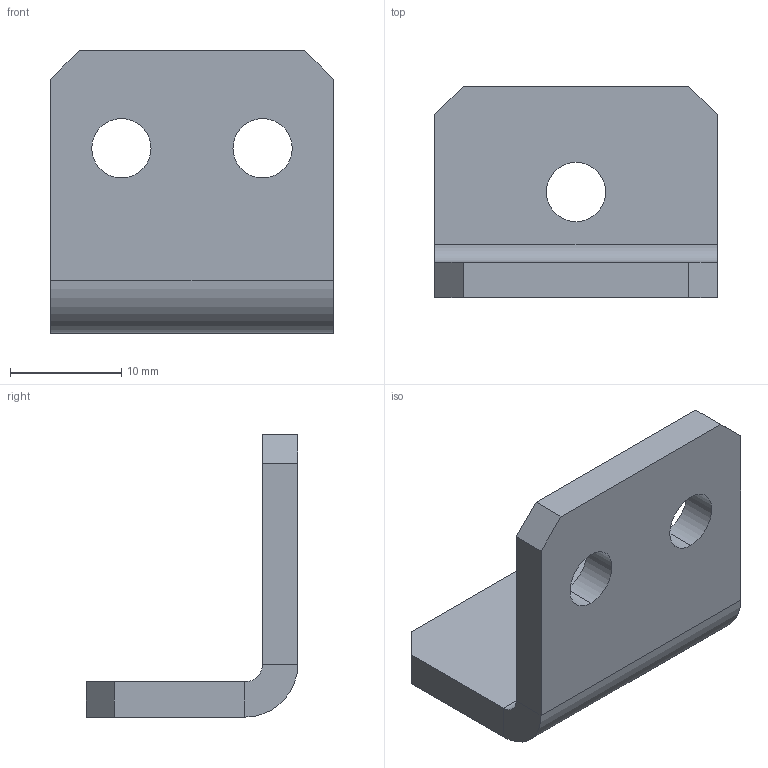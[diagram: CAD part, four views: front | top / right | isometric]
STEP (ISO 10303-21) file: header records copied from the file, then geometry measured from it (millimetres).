
FILE_DESCRIPTION (( 'STEP AP214' ), '1' );
FILE_NAME ('am-3469 AM14U3 2017 Front Bumper Bracket.STEP', '2016-10-18T17:47:19', ( '' ), ( '' ), 'SwSTEP 2.0', 'SolidWorks 2014', '' );
FILE_SCHEMA (( 'AUTOMOTIVE_DESIGN' ));
Length unit declared in the file: inch
Products named in the file (1): am-3469 AM14U3 2017 Front Bumper Bracket
Bounding box: 25.4 x 19.05 x 25.4 mm (x, y, z)
Volume: 2964.9 mm3; surface area: 2423.1 mm2
Topology: 1 solids, 1 shells, 24 faces, 58 edges, 36 vertices
Faces by surface type: plane 16, cylinder 8
Entity records: 746 total; most frequent: DIRECTION 124, CARTESIAN_POINT 119, ORIENTED_EDGE 116, EDGE_CURVE 58, LINE 42, VECTOR 42, AXIS2_PLACEMENT_3D 41, VERTEX_POINT 36
